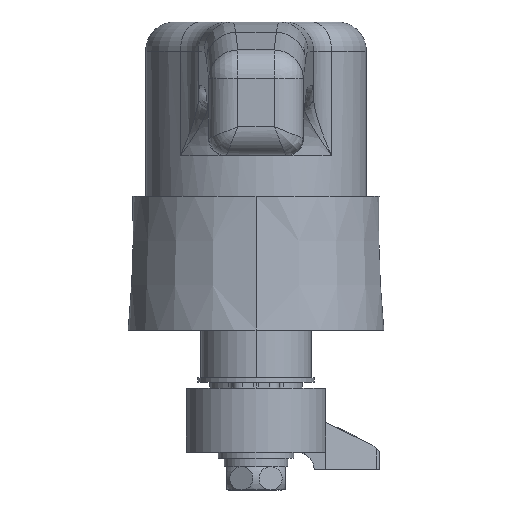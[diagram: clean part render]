
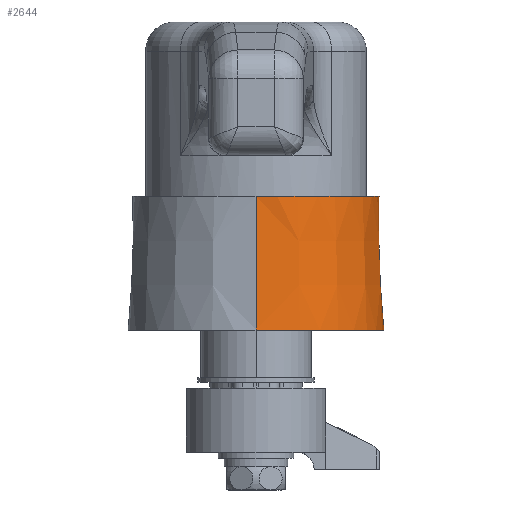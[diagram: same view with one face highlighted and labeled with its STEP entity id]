
A CAD part, front view. The second image highlights one B-rep face of the part: STEP entity #2644.
In plain terms, the highlighted conical face has half-angle 2 degrees and reference radius 22 mm.
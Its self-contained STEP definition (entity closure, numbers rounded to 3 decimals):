
#108 = CARTESIAN_POINT ( 'NONE',  ( 0., 0., 0. ) ) ;
#135 = DIRECTION ( 'NONE',  ( 0., 0.035, -0.999 ) ) ;
#643 = AXIS2_PLACEMENT_3D ( 'NONE', #1693, #4028, #4730 ) ;
#677 = DIRECTION ( 'NONE',  ( 0., -0.035, -0.999 ) ) ;
#839 = CARTESIAN_POINT ( 'NONE',  ( 0., 22., 0. ) ) ;
#882 = CARTESIAN_POINT ( 'NONE',  ( 0., 22., 0. ) ) ;
#943 = EDGE_CURVE ( 'NONE', #7755, #2271, #2658, .T. ) ;
#967 = CARTESIAN_POINT ( 'NONE',  ( 0., 0., 0. ) ) ;
#1267 = CIRCLE ( 'NONE', #643, 21.197 ) ;
#1439 = ORIENTED_EDGE ( 'NONE', *, *, #2128, .F. ) ;
#1540 = CARTESIAN_POINT ( 'NONE',  ( 0., -21.197, 23. ) ) ;
#1546 = VECTOR ( 'NONE', #677, 1000. ) ;
#1693 = CARTESIAN_POINT ( 'NONE',  ( 0., 0., 23. ) ) ;
#2044 = EDGE_CURVE ( 'NONE', #7755, #4054, #1267, .T. ) ;
#2128 = EDGE_CURVE ( 'NONE', #2271, #7590, #3877, .T. ) ;
#2271 = VERTEX_POINT ( 'NONE', #882 ) ;
#2435 = AXIS2_PLACEMENT_3D ( 'NONE', #967, #3460, #2839 ) ;
#2644 = ADVANCED_FACE ( 'NONE', ( #5679 ), #7511, .T. ) ;
#2658 = LINE ( 'NONE', #839, #6863 ) ;
#2839 = DIRECTION ( 'NONE',  ( 0., 1., 0. ) ) ;
#3305 = LINE ( 'NONE', #7012, #1546 ) ;
#3460 = DIRECTION ( 'NONE',  ( 0., 0., -1. ) ) ;
#3826 = ORIENTED_EDGE ( 'NONE', *, *, #7159, .T. ) ;
#3877 = CIRCLE ( 'NONE', #2435, 22. ) ;
#4028 = DIRECTION ( 'NONE',  ( 0., 0., -1. ) ) ;
#4054 = VERTEX_POINT ( 'NONE', #1540 ) ;
#4439 = ORIENTED_EDGE ( 'NONE', *, *, #943, .F. ) ;
#4533 = AXIS2_PLACEMENT_3D ( 'NONE', #108, #6168, #5562 ) ;
#4730 = DIRECTION ( 'NONE',  ( 0., 1., 0. ) ) ;
#5443 = EDGE_LOOP ( 'NONE', ( #5656, #3826, #1439, #4439 ) ) ;
#5562 = DIRECTION ( 'NONE',  ( 0., 1., 0. ) ) ;
#5656 = ORIENTED_EDGE ( 'NONE', *, *, #2044, .T. ) ;
#5679 = FACE_OUTER_BOUND ( 'NONE', #5443, .T. ) ;
#6168 = DIRECTION ( 'NONE',  ( 0., 0., -1. ) ) ;
#6863 = VECTOR ( 'NONE', #135, 1000. ) ;
#7012 = CARTESIAN_POINT ( 'NONE',  ( 0., -22., 0. ) ) ;
#7159 = EDGE_CURVE ( 'NONE', #4054, #7590, #3305, .T. ) ;
#7195 = CARTESIAN_POINT ( 'NONE',  ( 0., 21.197, 23. ) ) ;
#7511 = CONICAL_SURFACE ( 'NONE', #4533, 22., 0.035 ) ;
#7568 = CARTESIAN_POINT ( 'NONE',  ( 0., -22., 0. ) ) ;
#7590 = VERTEX_POINT ( 'NONE', #7568 ) ;
#7755 = VERTEX_POINT ( 'NONE', #7195 ) ;
